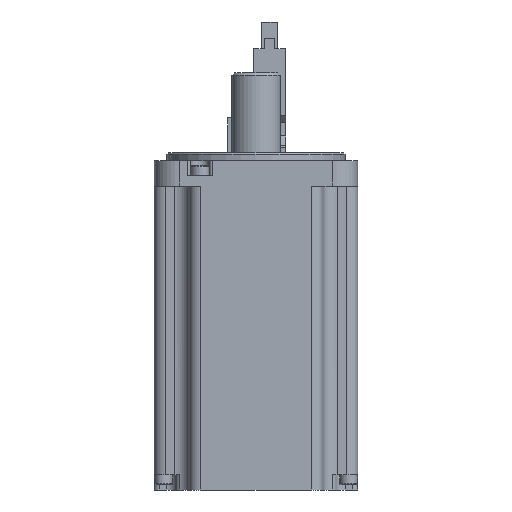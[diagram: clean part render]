
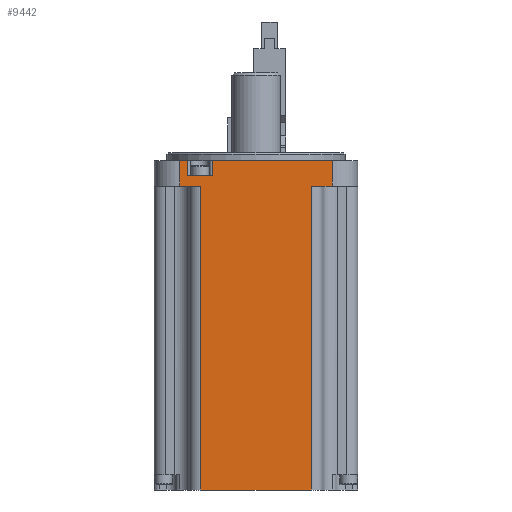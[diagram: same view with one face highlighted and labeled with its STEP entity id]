
A CAD part, front view. The second image highlights one B-rep face of the part: STEP entity #9442.
In plain terms, the highlighted planar face has unit normal (0, -1, 0).
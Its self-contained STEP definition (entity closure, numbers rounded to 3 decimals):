
#703=ORIENTED_EDGE('',*,*,#2623,.F.);
#704=ORIENTED_EDGE('',*,*,#2624,.T.);
#705=ORIENTED_EDGE('',*,*,#2600,.F.);
#706=ORIENTED_EDGE('',*,*,#2625,.T.);
#707=ORIENTED_EDGE('',*,*,#2626,.F.);
#708=ORIENTED_EDGE('',*,*,#2627,.F.);
#709=ORIENTED_EDGE('',*,*,#2628,.T.);
#710=ORIENTED_EDGE('',*,*,#2629,.T.);
#711=ORIENTED_EDGE('',*,*,#2630,.F.);
#712=ORIENTED_EDGE('',*,*,#2631,.F.);
#713=ORIENTED_EDGE('',*,*,#2606,.F.);
#714=ORIENTED_EDGE('',*,*,#2632,.F.);
#2600=EDGE_CURVE('',#3559,#3560,#4176,.T.);
#2606=EDGE_CURVE('',#3565,#3566,#4179,.T.);
#2623=EDGE_CURVE('',#3577,#3578,#4185,.T.);
#2624=EDGE_CURVE('',#3577,#3560,#4186,.T.);
#2625=EDGE_CURVE('',#3559,#3579,#4187,.T.);
#2626=EDGE_CURVE('',#3580,#3579,#4188,.T.);
#2627=EDGE_CURVE('',#3581,#3580,#4189,.T.);
#2628=EDGE_CURVE('',#3581,#3582,#4190,.T.);
#2629=EDGE_CURVE('',#3582,#3583,#4191,.T.);
#2630=EDGE_CURVE('',#3584,#3583,#4192,.T.);
#2631=EDGE_CURVE('',#3566,#3584,#4193,.T.);
#2632=EDGE_CURVE('',#3578,#3565,#4194,.T.);
#3559=VERTEX_POINT('',#12997);
#3560=VERTEX_POINT('',#12999);
#3565=VERTEX_POINT('',#13009);
#3566=VERTEX_POINT('',#13011);
#3577=VERTEX_POINT('',#13040);
#3578=VERTEX_POINT('',#13041);
#3579=VERTEX_POINT('',#13044);
#3580=VERTEX_POINT('',#13046);
#3581=VERTEX_POINT('',#13048);
#3582=VERTEX_POINT('',#13050);
#3583=VERTEX_POINT('',#13052);
#3584=VERTEX_POINT('',#13054);
#4176=LINE('',#12998,#4880);
#4179=LINE('',#13010,#4883);
#4185=LINE('',#13039,#4889);
#4186=LINE('',#13042,#4890);
#4187=LINE('',#13043,#4891);
#4188=LINE('',#13045,#4892);
#4189=LINE('',#13047,#4893);
#4190=LINE('',#13049,#4894);
#4191=LINE('',#13051,#4895);
#4192=LINE('',#13053,#4896);
#4193=LINE('',#13055,#4897);
#4194=LINE('',#13056,#4898);
#4880=VECTOR('',#10823,1000.);
#4883=VECTOR('',#10832,1000.);
#4889=VECTOR('',#10862,1000.);
#4890=VECTOR('',#10863,1000.);
#4891=VECTOR('',#10864,1000.);
#4892=VECTOR('',#10865,1000.);
#4893=VECTOR('',#10866,1000.);
#4894=VECTOR('',#10867,1000.);
#4895=VECTOR('',#10868,1000.);
#4896=VECTOR('',#10869,1000.);
#4897=VECTOR('',#10870,1000.);
#4898=VECTOR('',#10871,1000.);
#5461=EDGE_LOOP('',(#703,#704,#705,#706,#707,#708,#709,#710,#711,#712,#713,
#714));
#5953=FACE_BOUND('',#5461,.T.);
#6416=PLANE('',#9919);
#9442=ADVANCED_FACE('',(#5953),#6416,.T.);
#9919=AXIS2_PLACEMENT_3D('',#13038,#10860,#10861);
#10823=DIRECTION('',(1.,0.,0.));
#10832=DIRECTION('',(1.,0.,0.));
#10860=DIRECTION('',(0.,-1.,0.));
#10861=DIRECTION('',(0.,0.,-1.));
#10862=DIRECTION('',(1.,0.,0.));
#10863=DIRECTION('',(0.,0.,1.));
#10864=DIRECTION('',(0.,0.,-1.));
#10865=DIRECTION('',(-1.,0.,0.));
#10866=DIRECTION('',(0.,0.,1.));
#10867=DIRECTION('',(1.,0.,0.));
#10868=DIRECTION('',(0.,0.,1.));
#10869=DIRECTION('',(-1.,0.,0.));
#10870=DIRECTION('',(0.,0.,-1.));
#10871=DIRECTION('',(0.,0.,1.));
#12997=CARTESIAN_POINT('',(-30.,-40.,0.));
#12998=CARTESIAN_POINT('',(-40.,-40.,0.));
#12999=CARTESIAN_POINT('',(-26.742,-40.,0.));
#13009=CARTESIAN_POINT('',(-17.242,-40.,0.));
#13010=CARTESIAN_POINT('',(-40.,-40.,0.));
#13011=CARTESIAN_POINT('',(30.,-40.,0.));
#13038=CARTESIAN_POINT('',(-40.,-40.,-129.5));
#13039=CARTESIAN_POINT('',(-26.742,-40.,-6.));
#13040=CARTESIAN_POINT('',(-26.742,-40.,-6.));
#13041=CARTESIAN_POINT('',(-17.242,-40.,-6.));
#13042=CARTESIAN_POINT('',(-26.742,-40.,-6.));
#13043=CARTESIAN_POINT('',(-30.,-40.,0.));
#13044=CARTESIAN_POINT('',(-30.,-40.,-10.));
#13045=CARTESIAN_POINT('',(-40.,-40.,-10.));
#13046=CARTESIAN_POINT('',(-21.75,-40.,-10.));
#13047=CARTESIAN_POINT('',(-21.75,-40.,-129.5));
#13048=CARTESIAN_POINT('',(-21.75,-40.,-129.5));
#13049=CARTESIAN_POINT('',(-40.,-40.,-129.5));
#13050=CARTESIAN_POINT('',(21.75,-40.,-129.5));
#13051=CARTESIAN_POINT('',(21.75,-40.,-129.5));
#13052=CARTESIAN_POINT('',(21.75,-40.,-10.));
#13053=CARTESIAN_POINT('',(-40.,-40.,-10.));
#13054=CARTESIAN_POINT('',(30.,-40.,-10.));
#13055=CARTESIAN_POINT('',(30.,-40.,0.));
#13056=CARTESIAN_POINT('',(-17.242,-40.,-6.));
